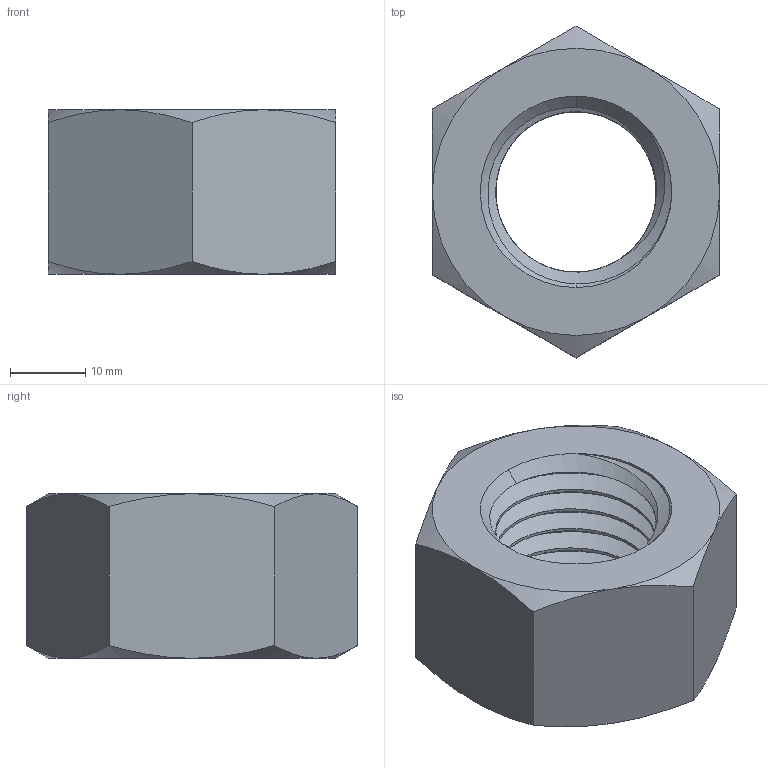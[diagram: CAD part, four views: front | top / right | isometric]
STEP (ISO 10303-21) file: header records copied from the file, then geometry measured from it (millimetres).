
FILE_DESCRIPTION (( 'STEP AP203' ), '1' );
FILE_NAME ('94895A038_High-Strength Steel Hex Nut.STEP', '2021-09-08T05:24:45', ( 'Administrator' ), ( 'Managed by Terraform' ), 'SwSTEP 2.0', 'SolidWorks 2017', '' );
FILE_SCHEMA (( 'CONFIG_CONTROL_DESIGN' ));
Length unit declared in the file: inch
Products named in the file (1): 94895A038_High-Strength Steel Hex Nut
Bounding box: 38.1 x 43.99 x 21.83 mm (x, y, z)
Volume: 17830.8 mm3; surface area: 7030.1 mm2
Topology: 1 solids, 1 shells, 44 faces, 109 edges, 67 vertices
Faces by surface type: cone 18, cylinder 15, plane 8, bspline 3
Entity records: 3407 total; most frequent: CARTESIAN_POINT 2444, ORIENTED_EDGE 218, DIRECTION 146, EDGE_CURVE 109, VERTEX_POINT 67, AXIS2_PLACEMENT_3D 61, EDGE_LOOP 46, FACE_OUTER_BOUND 44
